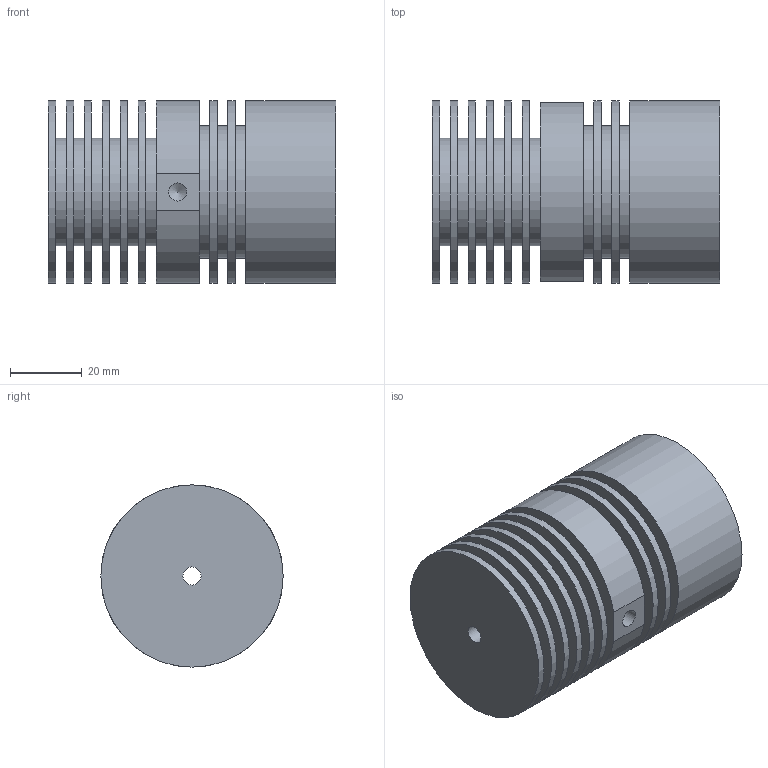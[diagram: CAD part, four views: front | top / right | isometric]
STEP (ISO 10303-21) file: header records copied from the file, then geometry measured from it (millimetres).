
FILE_DESCRIPTION(/* description */ (''),/* implementation_level */ '2;1');
FILE_NAME(/* name */ 'BDv1.2.step',/* time_stamp */ '2023-03-29T10:31:41+03:00',/* author */ (''),/* organization */ (''),/* preprocessor_version */ 'ST-DEVELOPER v19.2',/* originating_system */ 'Autodesk Translation Framework v11.17.0.187',/* authorisation */ '');
FILE_SCHEMA (('AUTOMOTIVE_DESIGN { 1 0 10303 214 3 1 1 }'));
Length unit declared in the file: millimetre
Products named in the file (2): BDv1.2; Body
Assembly tree (1 placements, depth 2):
  BDv1.2
    Body
Bounding box: 80 x 50.8 x 50.8 mm (x, y, z)
Volume: 87755.1 mm3; surface area: 43570.6 mm2
Topology: 1 solids, 1 shells, 54 faces, 92 edges, 60 vertices
Faces by surface type: cylinder 25, plane 24, cone 5
Full cylindrical faces by diameter (mm): 3.332 x1, 5.035 x2, 30 x6, 37 x3, 41.035 x1, 44 x1, 50.8 x9
Entity records: 1336 total; most frequent: DIRECTION 254, CARTESIAN_POINT 205, ORIENTED_EDGE 176, AXIS2_PLACEMENT_3D 109, EDGE_CURVE 88, EDGE_LOOP 78, VERTEX_POINT 60, FACE_OUTER_BOUND 54
